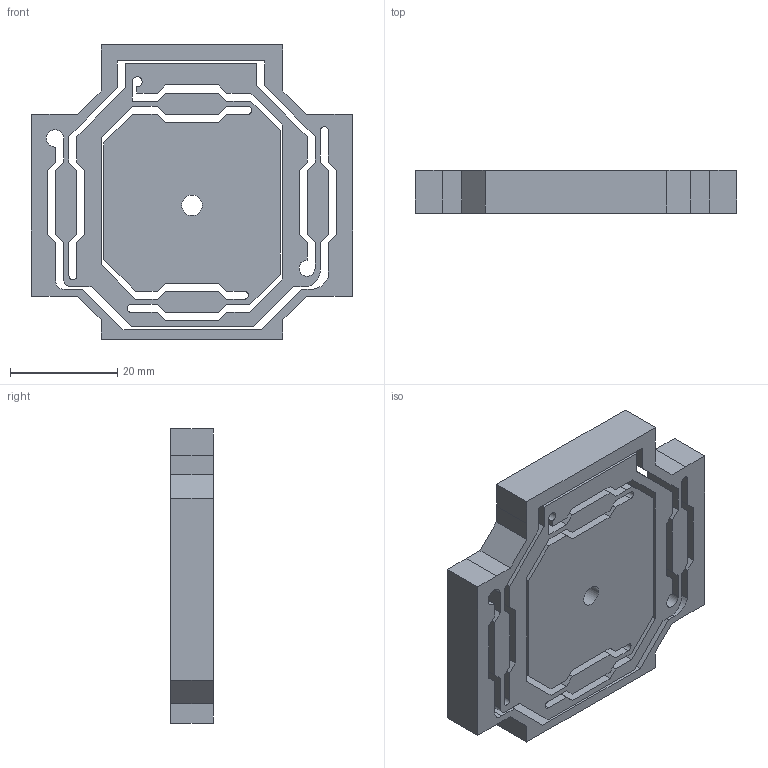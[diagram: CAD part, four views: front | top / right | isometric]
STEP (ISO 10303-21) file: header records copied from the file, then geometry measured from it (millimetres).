
FILE_DESCRIPTION(/* description */ ('FreeCAD Model'),/* implementation_level */ '2;1');
FILE_NAME(/* name */ '00_XY_Manipulator.ipt.step',/* time_stamp */ '2022-11-29T07:53:58+01:00',/* author */ ('Author'),/* organization */ (''),/* preprocessor_version */ 'ST-DEVELOPER v18.1',/* originating_system */ 'Autodesk Inventor 2022',/* authorisation */ 'Unknown');
FILE_SCHEMA (('AUTOMOTIVE_DESIGN { 1 0 10303 214 3 1 1 }','FEATURE_BASED_PROCESS_PLANNING'));
Length unit declared in the file: millimetre
Products named in the file (1): 00_XY_Manipulator
Bounding box: 60 x 8 x 55 mm (x, y, z)
Volume: 18460.1 mm3; surface area: 13175.9 mm2
Topology: 1 solids, 1 shells, 154 faces, 456 edges, 304 vertices
Faces by surface type: plane 141, cylinder 13
Full cylindrical faces by diameter (mm): 3.867 x1
Entity records: 5136 total; most frequent: CARTESIAN_POINT 915, ORIENTED_EDGE 912, DIRECTION 792, EDGE_CURVE 456, LINE 430, VECTOR 430, VERTEX_POINT 304, AXIS2_PLACEMENT_3D 181
